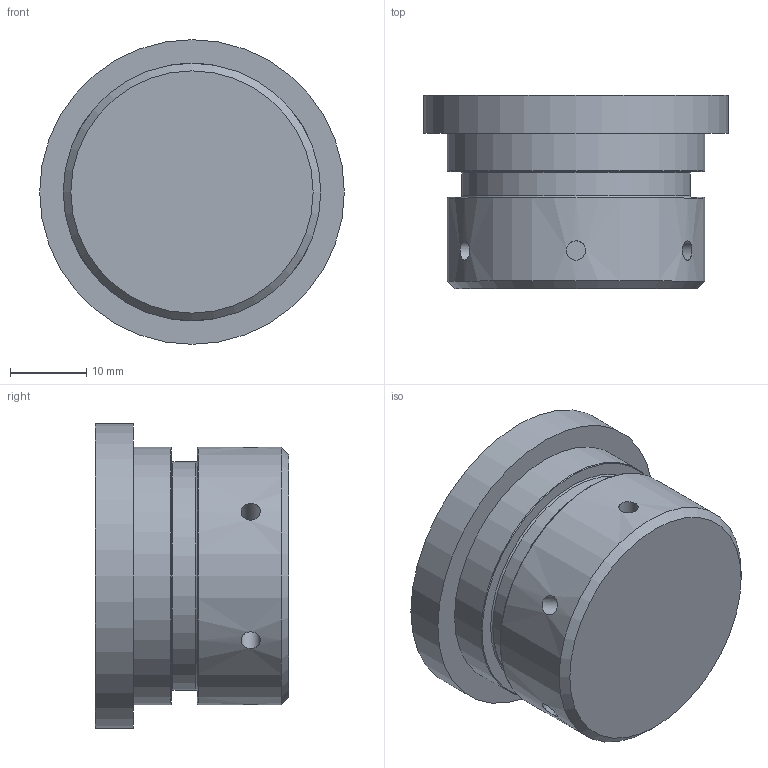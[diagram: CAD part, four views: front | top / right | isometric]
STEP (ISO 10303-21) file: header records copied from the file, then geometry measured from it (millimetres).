
FILE_DESCRIPTION(/* description */ (''),/* implementation_level */ '2;1');
FILE_NAME(/* name */ 'Bouchon Acier V4 MODIFIE.step',/* time_stamp */ '2022-02-06T12:08:00+01:00',/* author */ (''),/* organization */ (''),/* preprocessor_version */ 'ST-DEVELOPER v18.1',/* originating_system */ 'Autodesk Translation Framework v10.13.0.1454',/* authorisation */ '');
FILE_SCHEMA (('AUTOMOTIVE_DESIGN { 1 0 10303 214 3 1 1 }'));
Length unit declared in the file: millimetre
Products named in the file (1): Bouchon Acier V2
Bounding box: 40 x 25.4 x 40 mm (x, y, z)
Volume: 23449.4 mm3; surface area: 6097.6 mm2
Topology: 1 solids, 1 shells, 28 faces, 54 edges, 38 vertices
Faces by surface type: plane 12, cylinder 11, torus 4, cone 1
Full cylindrical faces by diameter (mm): 2.529 x6, 5.035 x1, 30 x1, 33.8 x2, 40 x1
Entity records: 962 total; most frequent: CARTESIAN_POINT 331, DIRECTION 130, ORIENTED_EDGE 108, AXIS2_PLACEMENT_3D 59, EDGE_CURVE 54, EDGE_LOOP 38, VERTEX_POINT 38, CIRCLE 30
